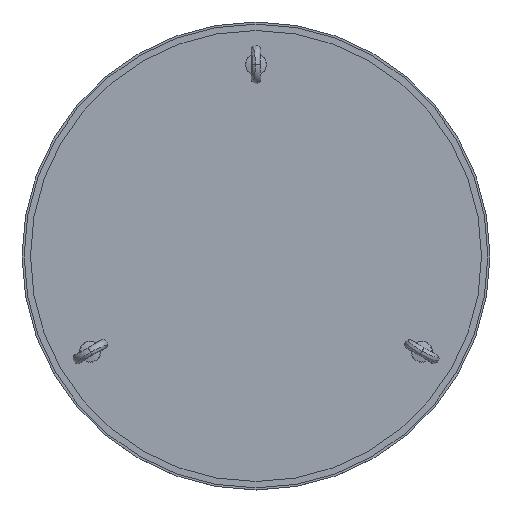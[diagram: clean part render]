
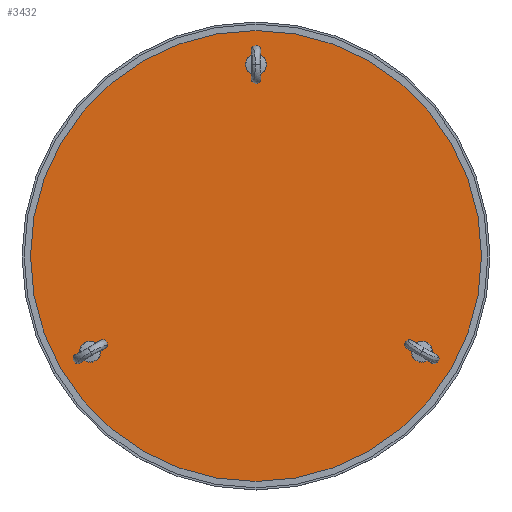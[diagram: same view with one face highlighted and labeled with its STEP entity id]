
A CAD part, top view. The second image highlights one B-rep face of the part: STEP entity #3432.
In plain terms, the highlighted planar face has unit normal (0, 0, 1).
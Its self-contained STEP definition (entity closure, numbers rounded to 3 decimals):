
#144 = DIRECTION ( 'NONE',  ( -1., 0., 0. ) ) ;
#205 = DIRECTION ( 'NONE',  ( -1., 0., 0. ) ) ;
#369 = CARTESIAN_POINT ( 'NONE',  ( 194.856, -112.5, 17. ) ) ;
#444 = AXIS2_PLACEMENT_3D ( 'NONE', #872, #3419, #1240 ) ;
#554 = VERTEX_POINT ( 'NONE', #3679 ) ;
#573 = EDGE_CURVE ( 'NONE', #701, #708, #1754, .T. ) ;
#594 = ORIENTED_EDGE ( 'NONE', *, *, #3954, .F. ) ;
#599 = EDGE_LOOP ( 'NONE', ( #2047, #1614 ) ) ;
#659 = CARTESIAN_POINT ( 'NONE',  ( -205.681, -118.75, 17. ) ) ;
#696 = AXIS2_PLACEMENT_3D ( 'NONE', #4165, #2025, #4522 ) ;
#701 = VERTEX_POINT ( 'NONE', #3707 ) ;
#708 = VERTEX_POINT ( 'NONE', #3981 ) ;
#751 = DIRECTION ( 'NONE',  ( -1., 0., 0. ) ) ;
#810 = VERTEX_POINT ( 'NONE', #3837 ) ;
#872 = CARTESIAN_POINT ( 'NONE',  ( 194.856, -112.5, 17. ) ) ;
#973 = CARTESIAN_POINT ( 'NONE',  ( -194.856, -112.5, 17. ) ) ;
#1213 = AXIS2_PLACEMENT_3D ( 'NONE', #973, #3515, #1335 ) ;
#1240 = DIRECTION ( 'NONE',  ( -1., 0., 0. ) ) ;
#1335 = DIRECTION ( 'NONE',  ( -1., 0., 0. ) ) ;
#1380 = ORIENTED_EDGE ( 'NONE', *, *, #1682, .F. ) ;
#1390 = AXIS2_PLACEMENT_3D ( 'NONE', #369, #2935, #751 ) ;
#1436 = CARTESIAN_POINT ( 'NONE',  ( 0., 265., 17. ) ) ;
#1478 = DIRECTION ( 'NONE',  ( 0., 0., 1. ) ) ;
#1503 = CARTESIAN_POINT ( 'NONE',  ( 0., 225., 17. ) ) ;
#1611 = AXIS2_PLACEMENT_3D ( 'NONE', #1436, #3988, #1831 ) ;
#1614 = ORIENTED_EDGE ( 'NONE', *, *, #3996, .F. ) ;
#1647 = CIRCLE ( 'NONE', #1390, 12.5 ) ;
#1682 = EDGE_CURVE ( 'NONE', #708, #701, #3133, .T. ) ;
#1684 = ORIENTED_EDGE ( 'NONE', *, *, #2816, .F. ) ;
#1722 = CARTESIAN_POINT ( 'NONE',  ( 265., 0., 17. ) ) ;
#1754 = CIRCLE ( 'NONE', #3488, 12.5 ) ;
#1831 = DIRECTION ( 'NONE',  ( -1., 0., 0. ) ) ;
#1907 = AXIS2_PLACEMENT_3D ( 'NONE', #3660, #1478, #4026 ) ;
#2008 = FACE_BOUND ( 'NONE', #2830, .T. ) ;
#2025 = DIRECTION ( 'NONE',  ( 0., 0., -1. ) ) ;
#2047 = ORIENTED_EDGE ( 'NONE', *, *, #3139, .F. ) ;
#2117 = VERTEX_POINT ( 'NONE', #2753 ) ;
#2387 = DIRECTION ( 'NONE',  ( 0., 0., -1. ) ) ;
#2625 = CIRCLE ( 'NONE', #1907, 12.5 ) ;
#2657 = VERTEX_POINT ( 'NONE', #3305 ) ;
#2753 = CARTESIAN_POINT ( 'NONE',  ( 205.681, -118.75, 17. ) ) ;
#2816 = EDGE_CURVE ( 'NONE', #2657, #2117, #1647, .T. ) ;
#2830 = EDGE_LOOP ( 'NONE', ( #3269, #3893 ) ) ;
#2842 = EDGE_CURVE ( 'NONE', #4440, #554, #2625, .T. ) ;
#2855 = EDGE_LOOP ( 'NONE', ( #1684, #594 ) ) ;
#2935 = DIRECTION ( 'NONE',  ( 0., 0., 1. ) ) ;
#2950 = FACE_BOUND ( 'NONE', #4300, .T. ) ;
#3036 = PLANE ( 'NONE',  #1611 ) ;
#3133 = CIRCLE ( 'NONE', #4444, 12.5 ) ;
#3139 = EDGE_CURVE ( 'NONE', #810, #3343, #3683, .T. ) ;
#3209 = DIRECTION ( 'NONE',  ( 0., 0., 1. ) ) ;
#3267 = EDGE_CURVE ( 'NONE', #554, #4440, #3741, .T. ) ;
#3269 = ORIENTED_EDGE ( 'NONE', *, *, #3267, .F. ) ;
#3305 = CARTESIAN_POINT ( 'NONE',  ( 184.03, -106.25, 17. ) ) ;
#3343 = VERTEX_POINT ( 'NONE', #1722 ) ;
#3402 = FACE_BOUND ( 'NONE', #2855, .T. ) ;
#3419 = DIRECTION ( 'NONE',  ( 0., 0., 1. ) ) ;
#3432 = ADVANCED_FACE ( 'NONE', ( #3402, #2008, #2950, #3915 ), #3036, .F. ) ;
#3488 = AXIS2_PLACEMENT_3D ( 'NONE', #3779, #3819, #3801 ) ;
#3515 = DIRECTION ( 'NONE',  ( 0., 0., 1. ) ) ;
#3602 = ORIENTED_EDGE ( 'NONE', *, *, #573, .F. ) ;
#3622 = CIRCLE ( 'NONE', #696, 265. ) ;
#3660 = CARTESIAN_POINT ( 'NONE',  ( -194.856, -112.5, 17. ) ) ;
#3679 = CARTESIAN_POINT ( 'NONE',  ( -184.03, -106.25, 17. ) ) ;
#3683 = CIRCLE ( 'NONE', #3737, 265. ) ;
#3707 = CARTESIAN_POINT ( 'NONE',  ( 0., 212.5, 17. ) ) ;
#3737 = AXIS2_PLACEMENT_3D ( 'NONE', #4535, #2387, #144 ) ;
#3741 = CIRCLE ( 'NONE', #1213, 12.5 ) ;
#3779 = CARTESIAN_POINT ( 'NONE',  ( 0., 225., 17. ) ) ;
#3801 = DIRECTION ( 'NONE',  ( -1., 0., 0. ) ) ;
#3819 = DIRECTION ( 'NONE',  ( 0., 0., 1. ) ) ;
#3837 = CARTESIAN_POINT ( 'NONE',  ( -265., 0., 17. ) ) ;
#3893 = ORIENTED_EDGE ( 'NONE', *, *, #2842, .F. ) ;
#3915 = FACE_OUTER_BOUND ( 'NONE', #599, .T. ) ;
#3954 = EDGE_CURVE ( 'NONE', #2117, #2657, #4571, .T. ) ;
#3981 = CARTESIAN_POINT ( 'NONE',  ( 0., 237.5, 17. ) ) ;
#3988 = DIRECTION ( 'NONE',  ( 0., 0., -1. ) ) ;
#3996 = EDGE_CURVE ( 'NONE', #3343, #810, #3622, .T. ) ;
#4026 = DIRECTION ( 'NONE',  ( -1., 0., 0. ) ) ;
#4165 = CARTESIAN_POINT ( 'NONE',  ( 0., 0., 17. ) ) ;
#4300 = EDGE_LOOP ( 'NONE', ( #3602, #1380 ) ) ;
#4440 = VERTEX_POINT ( 'NONE', #659 ) ;
#4444 = AXIS2_PLACEMENT_3D ( 'NONE', #1503, #3209, #205 ) ;
#4522 = DIRECTION ( 'NONE',  ( -1., 0., 0. ) ) ;
#4535 = CARTESIAN_POINT ( 'NONE',  ( 0., 0., 17. ) ) ;
#4571 = CIRCLE ( 'NONE', #444, 12.5 ) ;
